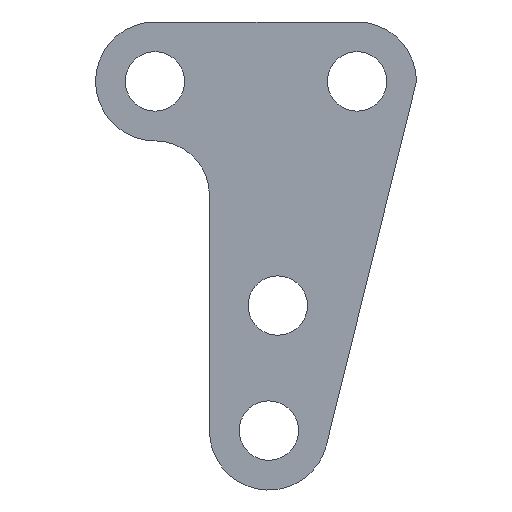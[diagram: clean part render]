
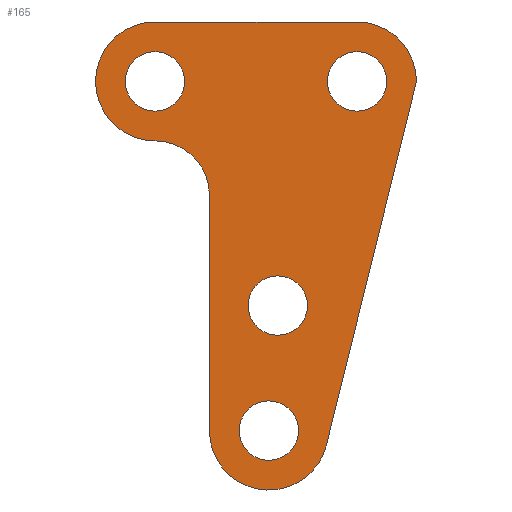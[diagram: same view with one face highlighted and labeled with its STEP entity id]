
A CAD part, front view. The second image highlights one B-rep face of the part: STEP entity #165.
In plain terms, the highlighted planar face has unit normal (0, -1, 0).
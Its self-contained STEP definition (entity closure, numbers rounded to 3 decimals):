
#3 = CARTESIAN_POINT ( 'NONE',  ( 2.16, 0., -33.755 ) ) ;
#14 = CARTESIAN_POINT ( 'NONE',  ( -17., 0., 20. ) ) ;
#20 = EDGE_CURVE ( 'NONE', #489, #54, #549, .T. ) ;
#21 = VECTOR ( 'NONE', #477, 1000. ) ;
#24 = ORIENTED_EDGE ( 'NONE', *, *, #145, .F. ) ;
#25 = VERTEX_POINT ( 'NONE', #99 ) ;
#26 = CARTESIAN_POINT ( 'NONE',  ( -17., 0., 30. ) ) ;
#27 = AXIS2_PLACEMENT_3D ( 'NONE', #330, #87, #226 ) ;
#28 = CARTESIAN_POINT ( 'NONE',  ( 2.16, 0., -28.755 ) ) ;
#32 = AXIS2_PLACEMENT_3D ( 'NONE', #471, #435, #47 ) ;
#41 = CIRCLE ( 'NONE', #443, 10. ) ;
#42 = CIRCLE ( 'NONE', #335, 10. ) ;
#47 = DIRECTION ( 'NONE',  ( 0., 0., 1. ) ) ;
#53 = CARTESIAN_POINT ( 'NONE',  ( -7.84, 0., 0. ) ) ;
#54 = VERTEX_POINT ( 'NONE', #526 ) ;
#55 = CARTESIAN_POINT ( 'NONE',  ( -7.84, 0., 10.84 ) ) ;
#58 = CIRCLE ( 'NONE', #588, 5. ) ;
#64 = DIRECTION ( 'NONE',  ( -0.24, 0., -0.971 ) ) ;
#71 = DIRECTION ( 'NONE',  ( 0., 1., 0. ) ) ;
#80 = DIRECTION ( 'NONE',  ( 0., 1., 0. ) ) ;
#83 = DIRECTION ( 'NONE',  ( 0., 1., 0. ) ) ;
#84 = VERTEX_POINT ( 'NONE', #436 ) ;
#87 = DIRECTION ( 'NONE',  ( 0., 1., 0. ) ) ;
#97 = CARTESIAN_POINT ( 'NONE',  ( 3.662, 0., -7.711 ) ) ;
#99 = CARTESIAN_POINT ( 'NONE',  ( -17., 0., 35. ) ) ;
#101 = CARTESIAN_POINT ( 'NONE',  ( -17., 0., 25. ) ) ;
#106 = ORIENTED_EDGE ( 'NONE', *, *, #454, .T. ) ;
#111 = CARTESIAN_POINT ( 'NONE',  ( 18.447, 0., -4.565 ) ) ;
#120 = DIRECTION ( 'NONE',  ( 0., 1., 0. ) ) ;
#124 = VERTEX_POINT ( 'NONE', #292 ) ;
#125 = DIRECTION ( 'NONE',  ( 0., 1., 0. ) ) ;
#126 = LINE ( 'NONE', #295, #539 ) ;
#131 = FACE_BOUND ( 'NONE', #238, .T. ) ;
#136 = VERTEX_POINT ( 'NONE', #14 ) ;
#139 = AXIS2_PLACEMENT_3D ( 'NONE', #598, #508, #327 ) ;
#140 = CARTESIAN_POINT ( 'NONE',  ( 27., 0., 30. ) ) ;
#141 = CIRCLE ( 'NONE', #568, 5. ) ;
#142 = VECTOR ( 'NONE', #64, 1000. ) ;
#145 = EDGE_CURVE ( 'NONE', #84, #447, #41, .T. ) ;
#151 = CARTESIAN_POINT ( 'NONE',  ( 17., 0., 30. ) ) ;
#161 = ORIENTED_EDGE ( 'NONE', *, *, #328, .F. ) ;
#165 = ADVANCED_FACE ( 'NONE', ( #453, #280, #278, #131, #596 ), #250, .F. ) ;
#169 = ORIENTED_EDGE ( 'NONE', *, *, #564, .T. ) ;
#172 = CIRCLE ( 'NONE', #371, 5. ) ;
#173 = DIRECTION ( 'NONE',  ( 0., 1., 0. ) ) ;
#182 = CARTESIAN_POINT ( 'NONE',  ( 3.662, 0., -12.711 ) ) ;
#193 = CARTESIAN_POINT ( 'NONE',  ( -17., 0., 30. ) ) ;
#202 = CIRCLE ( 'NONE', #270, 5. ) ;
#206 = VERTEX_POINT ( 'NONE', #101 ) ;
#209 = DIRECTION ( 'NONE',  ( 0., 0., 1. ) ) ;
#215 = VERTEX_POINT ( 'NONE', #55 ) ;
#216 = CIRCLE ( 'NONE', #32, 9.16 ) ;
#224 = CIRCLE ( 'NONE', #534, 5. ) ;
#226 = DIRECTION ( 'NONE',  ( 0., 0., 1. ) ) ;
#236 = ORIENTED_EDGE ( 'NONE', *, *, #363, .T. ) ;
#238 = EDGE_LOOP ( 'NONE', ( #313, #341 ) ) ;
#250 = PLANE ( 'NONE',  #493 ) ;
#256 = LINE ( 'NONE', #53, #21 ) ;
#269 = CARTESIAN_POINT ( 'NONE',  ( 11.867, 0., -31.157 ) ) ;
#270 = AXIS2_PLACEMENT_3D ( 'NONE', #545, #80, #410 ) ;
#276 = ORIENTED_EDGE ( 'NONE', *, *, #505, .T. ) ;
#278 = FACE_BOUND ( 'NONE', #333, .T. ) ;
#280 = FACE_BOUND ( 'NONE', #440, .T. ) ;
#282 = EDGE_CURVE ( 'NONE', #25, #206, #283, .T. ) ;
#283 = CIRCLE ( 'NONE', #303, 5. ) ;
#284 = ORIENTED_EDGE ( 'NONE', *, *, #604, .F. ) ;
#292 = CARTESIAN_POINT ( 'NONE',  ( -17., 0., 40. ) ) ;
#295 = CARTESIAN_POINT ( 'NONE',  ( 27., 0., 40. ) ) ;
#303 = AXIS2_PLACEMENT_3D ( 'NONE', #543, #120, #535 ) ;
#307 = CIRCLE ( 'NONE', #139, 5. ) ;
#313 = ORIENTED_EDGE ( 'NONE', *, *, #378, .T. ) ;
#320 = EDGE_CURVE ( 'NONE', #136, #124, #42, .T. ) ;
#327 = DIRECTION ( 'NONE',  ( 0., 0., 1. ) ) ;
#328 = EDGE_CURVE ( 'NONE', #447, #370, #559, .T. ) ;
#330 = CARTESIAN_POINT ( 'NONE',  ( 2.16, 0., -28.755 ) ) ;
#333 = EDGE_LOOP ( 'NONE', ( #488, #276 ) ) ;
#335 = AXIS2_PLACEMENT_3D ( 'NONE', #26, #71, #589 ) ;
#337 = DIRECTION ( 'NONE',  ( 0., 0., 1. ) ) ;
#341 = ORIENTED_EDGE ( 'NONE', *, *, #476, .T. ) ;
#349 = AXIS2_PLACEMENT_3D ( 'NONE', #97, #513, #385 ) ;
#363 = EDGE_CURVE ( 'NONE', #475, #509, #202, .T. ) ;
#368 = EDGE_CURVE ( 'NONE', #54, #489, #172, .T. ) ;
#369 = DIRECTION ( 'NONE',  ( 0., 0., 1. ) ) ;
#370 = VERTEX_POINT ( 'NONE', #269 ) ;
#371 = AXIS2_PLACEMENT_3D ( 'NONE', #504, #125, #369 ) ;
#378 = EDGE_CURVE ( 'NONE', #565, #518, #58, .T. ) ;
#379 = DIRECTION ( 'NONE',  ( 1., 0., 0. ) ) ;
#381 = CARTESIAN_POINT ( 'NONE',  ( 2.16, 0., -23.755 ) ) ;
#382 = EDGE_LOOP ( 'NONE', ( #24, #284, #467, #169, #424, #388, #161 ) ) ;
#385 = DIRECTION ( 'NONE',  ( 0., 0., 1. ) ) ;
#388 = ORIENTED_EDGE ( 'NONE', *, *, #446, .F. ) ;
#396 = CARTESIAN_POINT ( 'NONE',  ( 0., 0., 0. ) ) ;
#410 = DIRECTION ( 'NONE',  ( 0., 0., 1. ) ) ;
#423 = CARTESIAN_POINT ( 'NONE',  ( -7.84, 0., -28.755 ) ) ;
#424 = ORIENTED_EDGE ( 'NONE', *, *, #510, .T. ) ;
#429 = CARTESIAN_POINT ( 'NONE',  ( 17., 0., 25. ) ) ;
#430 = EDGE_LOOP ( 'NONE', ( #502, #583 ) ) ;
#435 = DIRECTION ( 'NONE',  ( 0., 1., 0. ) ) ;
#436 = CARTESIAN_POINT ( 'NONE',  ( 17., 0., 40. ) ) ;
#440 = EDGE_LOOP ( 'NONE', ( #236, #106 ) ) ;
#443 = AXIS2_PLACEMENT_3D ( 'NONE', #151, #528, #209 ) ;
#446 = EDGE_CURVE ( 'NONE', #370, #496, #569, .T. ) ;
#447 = VERTEX_POINT ( 'NONE', #140 ) ;
#453 = FACE_BOUND ( 'NONE', #430, .T. ) ;
#454 = EDGE_CURVE ( 'NONE', #509, #475, #307, .T. ) ;
#464 = DIRECTION ( 'NONE',  ( 0., 0., 1. ) ) ;
#467 = ORIENTED_EDGE ( 'NONE', *, *, #320, .F. ) ;
#470 = CARTESIAN_POINT ( 'NONE',  ( 2.16, 0., -28.755 ) ) ;
#471 = CARTESIAN_POINT ( 'NONE',  ( -17., 0., 10.84 ) ) ;
#475 = VERTEX_POINT ( 'NONE', #557 ) ;
#476 = EDGE_CURVE ( 'NONE', #518, #565, #141, .T. ) ;
#477 = DIRECTION ( 'NONE',  ( 0., 0., -1. ) ) ;
#485 = DIRECTION ( 'NONE',  ( 0., 1., 0. ) ) ;
#488 = ORIENTED_EDGE ( 'NONE', *, *, #282, .T. ) ;
#489 = VERTEX_POINT ( 'NONE', #182 ) ;
#493 = AXIS2_PLACEMENT_3D ( 'NONE', #396, #485, #580 ) ;
#496 = VERTEX_POINT ( 'NONE', #423 ) ;
#502 = ORIENTED_EDGE ( 'NONE', *, *, #368, .T. ) ;
#504 = CARTESIAN_POINT ( 'NONE',  ( 3.662, 0., -7.711 ) ) ;
#505 = EDGE_CURVE ( 'NONE', #206, #25, #224, .T. ) ;
#508 = DIRECTION ( 'NONE',  ( 0., 1., 0. ) ) ;
#509 = VERTEX_POINT ( 'NONE', #429 ) ;
#510 = EDGE_CURVE ( 'NONE', #215, #496, #256, .T. ) ;
#513 = DIRECTION ( 'NONE',  ( 0., 1., 0. ) ) ;
#518 = VERTEX_POINT ( 'NONE', #3 ) ;
#526 = CARTESIAN_POINT ( 'NONE',  ( 3.662, 0., -2.711 ) ) ;
#528 = DIRECTION ( 'NONE',  ( 0., 1., 0. ) ) ;
#534 = AXIS2_PLACEMENT_3D ( 'NONE', #193, #571, #337 ) ;
#535 = DIRECTION ( 'NONE',  ( 0., 0., 1. ) ) ;
#539 = VECTOR ( 'NONE', #379, 1000. ) ;
#543 = CARTESIAN_POINT ( 'NONE',  ( -17., 0., 30. ) ) ;
#545 = CARTESIAN_POINT ( 'NONE',  ( 17., 0., 30. ) ) ;
#548 = DIRECTION ( 'NONE',  ( 0., 0., 1. ) ) ;
#549 = CIRCLE ( 'NONE', #349, 5. ) ;
#557 = CARTESIAN_POINT ( 'NONE',  ( 17., 0., 35. ) ) ;
#559 = LINE ( 'NONE', #111, #142 ) ;
#564 = EDGE_CURVE ( 'NONE', #136, #215, #216, .T. ) ;
#565 = VERTEX_POINT ( 'NONE', #381 ) ;
#568 = AXIS2_PLACEMENT_3D ( 'NONE', #470, #83, #464 ) ;
#569 = CIRCLE ( 'NONE', #27, 10. ) ;
#571 = DIRECTION ( 'NONE',  ( 0., 1., 0. ) ) ;
#580 = DIRECTION ( 'NONE',  ( 0., 0., 1. ) ) ;
#583 = ORIENTED_EDGE ( 'NONE', *, *, #20, .T. ) ;
#588 = AXIS2_PLACEMENT_3D ( 'NONE', #28, #173, #548 ) ;
#589 = DIRECTION ( 'NONE',  ( 0., 0., 1. ) ) ;
#596 = FACE_OUTER_BOUND ( 'NONE', #382, .T. ) ;
#598 = CARTESIAN_POINT ( 'NONE',  ( 17., 0., 30. ) ) ;
#604 = EDGE_CURVE ( 'NONE', #124, #84, #126, .T. ) ;
